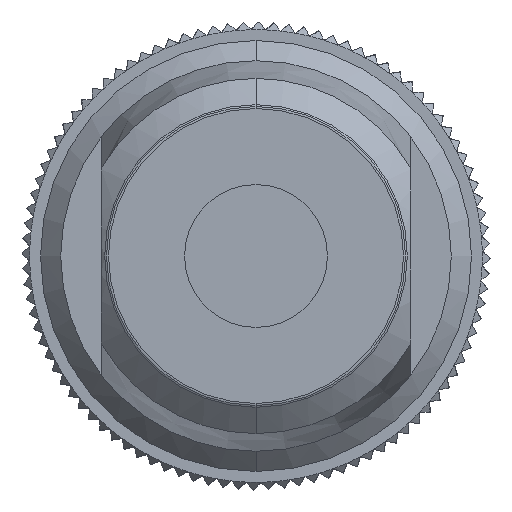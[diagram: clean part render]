
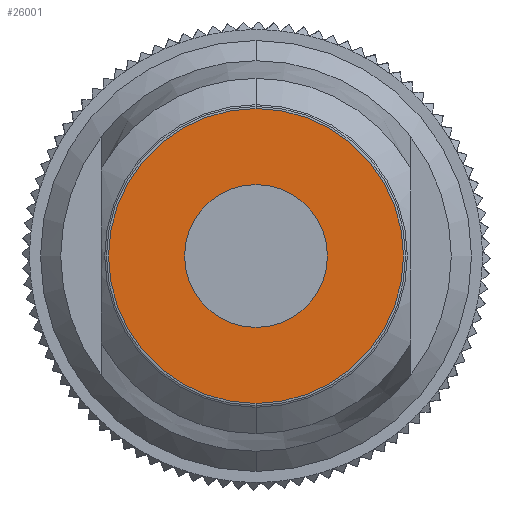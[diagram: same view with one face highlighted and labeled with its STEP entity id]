
A CAD part, front view. The second image highlights one B-rep face of the part: STEP entity #26001.
In plain terms, the highlighted planar face has unit normal (0, -1, 0).
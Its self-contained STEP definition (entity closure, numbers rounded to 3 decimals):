
#7682=CARTESIAN_POINT('',(0.,-45.5,0.));
#7683=DIRECTION('',(0.,1.,0.));
#7684=DIRECTION('',(0.,0.,-1.));
#7685=AXIS2_PLACEMENT_3D('',#7682,#7683,#7684);
#7690=CARTESIAN_POINT('',(0.,-45.5,0.));
#7691=DIRECTION('',(0.,1.,0.));
#7692=DIRECTION('',(0.,0.,1.));
#7693=AXIS2_PLACEMENT_3D('',#7690,#7691,#7692);
#7698=CARTESIAN_POINT('',(0.,-45.5,0.));
#7699=DIRECTION('',(0.,-1.,0.));
#7700=DIRECTION('',(0.,0.,-1.));
#7701=AXIS2_PLACEMENT_3D('',#7698,#7699,#7700);
#7706=CARTESIAN_POINT('',(0.,-45.5,0.));
#7707=DIRECTION('',(0.,-1.,0.));
#7708=DIRECTION('',(0.,0.,1.));
#7709=AXIS2_PLACEMENT_3D('',#7706,#7707,#7708);
#20023=CARTESIAN_POINT('',(0.,-45.5,6.192));
#20024=VERTEX_POINT('',#20023);
#20025=CARTESIAN_POINT('',(0.,-45.5,-6.192));
#20026=VERTEX_POINT('',#20025);
#20028=CARTESIAN_POINT('',(0.,-45.5,3.));
#20030=VERTEX_POINT('',#20028);
#20032=CARTESIAN_POINT('',(0.,-45.5,-3.));
#20034=VERTEX_POINT('',#20032);
#25985=CARTESIAN_POINT('',(0.,-45.5,0.));
#25986=DIRECTION('',(0.,-1.,0.));
#25987=DIRECTION('',(0.,0.,-1.));
#25988=AXIS2_PLACEMENT_3D('',#25985,#25986,#25987);
#25989=PLANE('',#25988);
#25991=ORIENTED_EDGE('',*,*,#25990,.F.);
#25992=ORIENTED_EDGE('',*,*,#25975,.F.);
#25993=EDGE_LOOP('',(#25991,#25992));
#25994=FACE_OUTER_BOUND('',#25993,.F.);
#25996=ORIENTED_EDGE('',*,*,#25995,.F.);
#25998=ORIENTED_EDGE('',*,*,#25997,.F.);
#25999=EDGE_LOOP('',(#25996,#25998));
#26000=FACE_BOUND('',#25999,.F.);
#26001=ADVANCED_FACE('',(#25994,#26000),#25989,.T.);
#7686=CIRCLE('',#7685,3.);
#7694=CIRCLE('',#7693,3.);
#7702=CIRCLE('',#7701,6.192);
#7710=CIRCLE('',#7709,6.192);
#25975=EDGE_CURVE('',#20024,#20026,#7710,.T.);
#25990=EDGE_CURVE('',#20026,#20024,#7702,.T.);
#25995=EDGE_CURVE('',#20034,#20030,#7686,.T.);
#25997=EDGE_CURVE('',#20030,#20034,#7694,.T.);
